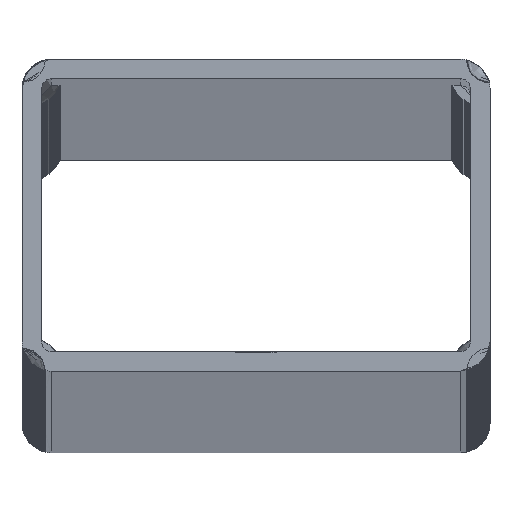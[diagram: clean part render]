
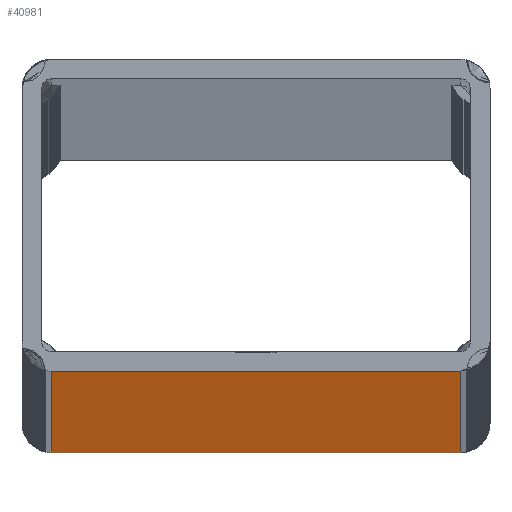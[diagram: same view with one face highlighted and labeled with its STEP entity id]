
A CAD part, top view. The second image highlights one B-rep face of the part: STEP entity #40981.
In plain terms, the highlighted planar face has unit normal (0, -1, 0).
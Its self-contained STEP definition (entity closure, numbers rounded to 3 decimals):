
#1413 = DIRECTION ( 'NONE',  ( 0., 0., -1. ) ) ;
#7731 = VECTOR ( 'NONE', #159435, 1000. ) ;
#9028 = ORIENTED_EDGE ( 'NONE', *, *, #144304, .T. ) ;
#10738 = CARTESIAN_POINT ( 'NONE',  ( -26.25, -20., -6000. ) ) ;
#20471 = CARTESIAN_POINT ( 'NONE',  ( -26.25, -20., -6000. ) ) ;
#24034 = LINE ( 'NONE', #20471, #225022 ) ;
#30179 = CARTESIAN_POINT ( 'NONE',  ( -26.25, -20., 0. ) ) ;
#31136 = PLANE ( 'NONE',  #71616 ) ;
#40981 = ADVANCED_FACE ( 'NONE', ( #163227 ), #31136, .T. ) ;
#41665 = ORIENTED_EDGE ( 'NONE', *, *, #113939, .T. ) ;
#58083 = CARTESIAN_POINT ( 'NONE',  ( 26.25, -20., 0. ) ) ;
#61822 = DIRECTION ( 'NONE',  ( 0., 0., -1. ) ) ;
#63393 = CARTESIAN_POINT ( 'NONE',  ( 26.25, -20., -6000. ) ) ;
#69289 = DIRECTION ( 'NONE',  ( 1., 0., 0. ) ) ;
#71616 = AXIS2_PLACEMENT_3D ( 'NONE', #80804, #159556, #61822 ) ;
#74733 = EDGE_LOOP ( 'NONE', ( #90659, #9028, #102993, #41665 ) ) ;
#80804 = CARTESIAN_POINT ( 'NONE',  ( -30., -20., -6000. ) ) ;
#88446 = DIRECTION ( 'NONE',  ( 1., 0., 0. ) ) ;
#90659 = ORIENTED_EDGE ( 'NONE', *, *, #144988, .F. ) ;
#102993 = ORIENTED_EDGE ( 'NONE', *, *, #157286, .T. ) ;
#107191 = VECTOR ( 'NONE', #88446, 1000. ) ;
#113939 = EDGE_CURVE ( 'NONE', #135291, #117018, #218209, .T. ) ;
#117018 = VERTEX_POINT ( 'NONE', #58083 ) ;
#132398 = VERTEX_POINT ( 'NONE', #10738 ) ;
#135291 = VERTEX_POINT ( 'NONE', #215591 ) ;
#144304 = EDGE_CURVE ( 'NONE', #237878, #132398, #24034, .T. ) ;
#144988 = EDGE_CURVE ( 'NONE', #237878, #117018, #237497, .T. ) ;
#157286 = EDGE_CURVE ( 'NONE', #132398, #135291, #159852, .T. ) ;
#159435 = DIRECTION ( 'NONE',  ( 0., 0., 1. ) ) ;
#159556 = DIRECTION ( 'NONE',  ( 0., -1., 0. ) ) ;
#159852 = LINE ( 'NONE', #206968, #107191 ) ;
#163227 = FACE_OUTER_BOUND ( 'NONE', #74733, .T. ) ;
#167839 = CARTESIAN_POINT ( 'NONE',  ( -30., -20., 0. ) ) ;
#206968 = CARTESIAN_POINT ( 'NONE',  ( -30., -20., -6000. ) ) ;
#215591 = CARTESIAN_POINT ( 'NONE',  ( 26.25, -20., -6000. ) ) ;
#218209 = LINE ( 'NONE', #63393, #7731 ) ;
#225022 = VECTOR ( 'NONE', #1413, 1000. ) ;
#237497 = LINE ( 'NONE', #167839, #256109 ) ;
#237878 = VERTEX_POINT ( 'NONE', #30179 ) ;
#256109 = VECTOR ( 'NONE', #69289, 1000. ) ;
